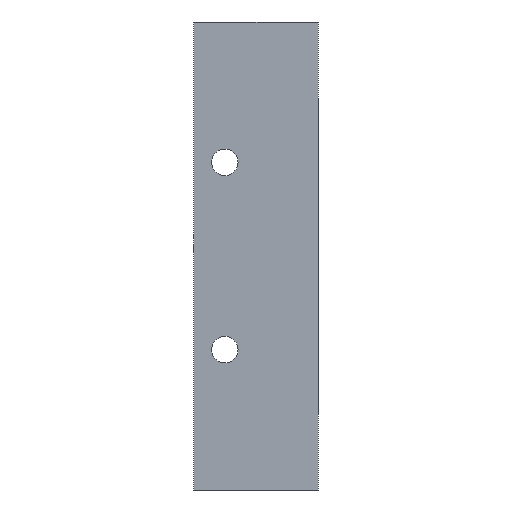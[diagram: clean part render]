
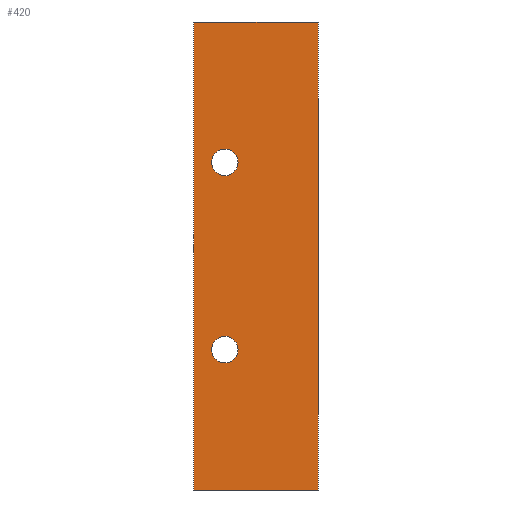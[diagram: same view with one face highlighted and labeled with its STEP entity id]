
A CAD part, left-side view. The second image highlights one B-rep face of the part: STEP entity #420.
In plain terms, the highlighted planar face has unit normal (-1, 0, 0).
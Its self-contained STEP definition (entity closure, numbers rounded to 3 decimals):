
#146 = EDGE_CURVE('',#147,#149,#151,.T.);
#147 = VERTEX_POINT('',#148);
#148 = CARTESIAN_POINT('',(-98.25,8.,-30.));
#149 = VERTEX_POINT('',#150);
#150 = CARTESIAN_POINT('',(-98.25,-8.,-30.));
#151 = LINE('',#152,#153);
#152 = CARTESIAN_POINT('',(-98.25,0.,-30.));
#153 = VECTOR('',#154,1.);
#154 = DIRECTION('',(0.,-1.,0.));
#260 = VERTEX_POINT('',#261);
#261 = CARTESIAN_POINT('',(-98.25,8.,30.));
#267 = EDGE_CURVE('',#260,#268,#270,.T.);
#268 = VERTEX_POINT('',#269);
#269 = CARTESIAN_POINT('',(-98.25,-8.,30.));
#270 = LINE('',#271,#272);
#271 = CARTESIAN_POINT('',(-98.25,0.,30.));
#272 = VECTOR('',#273,1.);
#273 = DIRECTION('',(0.,-1.,0.));
#290 = EDGE_CURVE('',#268,#149,#291,.T.);
#291 = LINE('',#292,#293);
#292 = CARTESIAN_POINT('',(-98.25,-8.,30.));
#293 = VECTOR('',#294,1.);
#294 = DIRECTION('',(0.,0.,-1.));
#420 = ADVANCED_FACE('',(#421,#432,#443),#454,.T.);
#421 = FACE_BOUND('',#422,.T.);
#422 = EDGE_LOOP('',(#423,#424,#430,#431));
#423 = ORIENTED_EDGE('',*,*,#267,.F.);
#424 = ORIENTED_EDGE('',*,*,#425,.F.);
#425 = EDGE_CURVE('',#147,#260,#426,.T.);
#426 = LINE('',#427,#428);
#427 = CARTESIAN_POINT('',(-98.25,8.,-30.));
#428 = VECTOR('',#429,1.);
#429 = DIRECTION('',(0.,0.,1.));
#430 = ORIENTED_EDGE('',*,*,#146,.T.);
#431 = ORIENTED_EDGE('',*,*,#290,.F.);
#432 = FACE_BOUND('',#433,.T.);
#433 = EDGE_LOOP('',(#434));
#434 = ORIENTED_EDGE('',*,*,#435,.F.);
#435 = EDGE_CURVE('',#436,#436,#438,.T.);
#436 = VERTEX_POINT('',#437);
#437 = CARTESIAN_POINT('',(-98.25,5.7,12.));
#438 = CIRCLE('',#439,1.7);
#439 = AXIS2_PLACEMENT_3D('',#440,#441,#442);
#440 = CARTESIAN_POINT('',(-98.25,4.,12.));
#441 = DIRECTION('',(-1.,0.,0.));
#442 = DIRECTION('',(0.,1.,0.));
#443 = FACE_BOUND('',#444,.T.);
#444 = EDGE_LOOP('',(#445));
#445 = ORIENTED_EDGE('',*,*,#446,.F.);
#446 = EDGE_CURVE('',#447,#447,#449,.T.);
#447 = VERTEX_POINT('',#448);
#448 = CARTESIAN_POINT('',(-98.25,5.7,-12.));
#449 = CIRCLE('',#450,1.7);
#450 = AXIS2_PLACEMENT_3D('',#451,#452,#453);
#451 = CARTESIAN_POINT('',(-98.25,4.,-12.));
#452 = DIRECTION('',(-1.,0.,0.));
#453 = DIRECTION('',(0.,1.,0.));
#454 = PLANE('',#455);
#455 = AXIS2_PLACEMENT_3D('',#456,#457,#458);
#456 = CARTESIAN_POINT('',(-98.25,0.,0.));
#457 = DIRECTION('',(-1.,0.,0.));
#458 = DIRECTION('',(0.,1.,0.));
